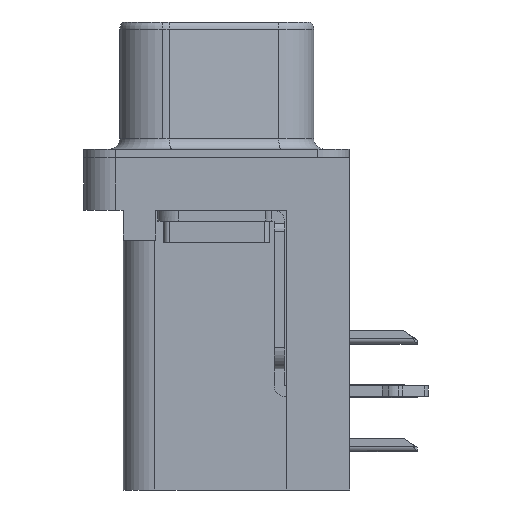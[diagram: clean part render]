
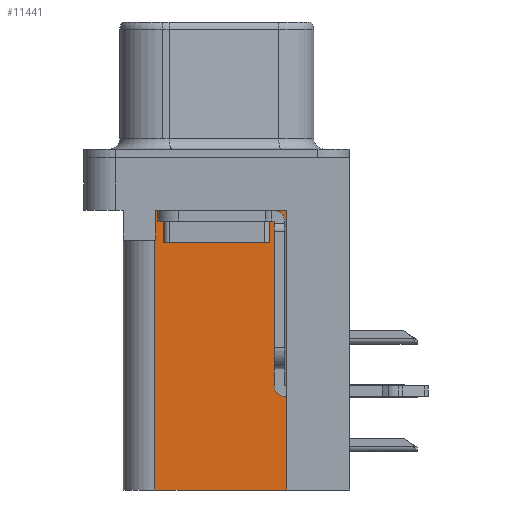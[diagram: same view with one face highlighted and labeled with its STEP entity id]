
A CAD part, left-side view. The second image highlights one B-rep face of the part: STEP entity #11441.
In plain terms, the highlighted planar face has unit normal (-1, 0, 0).
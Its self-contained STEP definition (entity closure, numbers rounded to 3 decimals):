
#167 = LINE ( 'NONE', #18641, #18825 ) ;
#350 = ORIENTED_EDGE ( 'NONE', *, *, #21706, .F. ) ;
#1298 = LINE ( 'NONE', #21898, #16133 ) ;
#1572 = ORIENTED_EDGE ( 'NONE', *, *, #14271, .T. ) ;
#2754 = ORIENTED_EDGE ( 'NONE', *, *, #7928, .T. ) ;
#4167 = CARTESIAN_POINT ( 'NONE',  ( 3.765, 2.895, -3.9 ) ) ;
#5316 = VERTEX_POINT ( 'NONE', #8160 ) ;
#5418 = DIRECTION ( 'NONE',  ( 0., 0., -1. ) ) ;
#5538 = DIRECTION ( 'NONE',  ( 0., 1., 0. ) ) ;
#5651 = EDGE_CURVE ( 'NONE', #22303, #6570, #15218, .T. ) ;
#6570 = VERTEX_POINT ( 'NONE', #23002 ) ;
#7007 = DIRECTION ( 'NONE',  ( 0., 0., -1. ) ) ;
#7041 = CARTESIAN_POINT ( 'NONE',  ( 3.765, 2.895, -2.5 ) ) ;
#7116 = EDGE_LOOP ( 'NONE', ( #2754, #13892, #1572, #18519, #350, #13873 ) ) ;
#7232 = VERTEX_POINT ( 'NONE', #4167 ) ;
#7525 = EDGE_CURVE ( 'NONE', #13853, #5316, #1298, .T. ) ;
#7928 = EDGE_CURVE ( 'NONE', #6570, #19272, #18488, .T. ) ;
#8105 = DIRECTION ( 'NONE',  ( 0., 1., 0. ) ) ;
#8160 = CARTESIAN_POINT ( 'NONE',  ( 3.765, 2.925, -3.9 ) ) ;
#9549 = AXIS2_PLACEMENT_3D ( 'NONE', #22251, #16666, #5418 ) ;
#10666 = DIRECTION ( 'NONE',  ( 0., 0., 1. ) ) ;
#10985 = CARTESIAN_POINT ( 'NONE',  ( 3.765, 2.925, -15.7 ) ) ;
#11441 = ADVANCED_FACE ( 'NONE', ( #22733 ), #20330, .F. ) ;
#12675 = CARTESIAN_POINT ( 'NONE',  ( 3.765, 0., -3.9 ) ) ;
#12784 = EDGE_CURVE ( 'NONE', #19272, #7232, #15012, .T. ) ;
#13853 = VERTEX_POINT ( 'NONE', #10985 ) ;
#13873 = ORIENTED_EDGE ( 'NONE', *, *, #5651, .T. ) ;
#13892 = ORIENTED_EDGE ( 'NONE', *, *, #12784, .T. ) ;
#14182 = LINE ( 'NONE', #12675, #23607 ) ;
#14271 = EDGE_CURVE ( 'NONE', #7232, #5316, #14182, .T. ) ;
#15012 = LINE ( 'NONE', #20268, #15595 ) ;
#15218 = LINE ( 'NONE', #15242, #19623 ) ;
#15242 = CARTESIAN_POINT ( 'NONE',  ( 3.765, -3.295, -15.7 ) ) ;
#15595 = VECTOR ( 'NONE', #7007, 1000. ) ;
#16133 = VECTOR ( 'NONE', #10666, 1000. ) ;
#16451 = DIRECTION ( 'NONE',  ( 0., 1., 0. ) ) ;
#16666 = DIRECTION ( 'NONE',  ( 1., 0., 0. ) ) ;
#17313 = VECTOR ( 'NONE', #8105, 1000. ) ;
#18488 = LINE ( 'NONE', #23109, #17313 ) ;
#18519 = ORIENTED_EDGE ( 'NONE', *, *, #7525, .F. ) ;
#18641 = CARTESIAN_POINT ( 'NONE',  ( 3.765, -3.295, -15.7 ) ) ;
#18825 = VECTOR ( 'NONE', #5538, 1000. ) ;
#19272 = VERTEX_POINT ( 'NONE', #7041 ) ;
#19623 = VECTOR ( 'NONE', #21848, 1000. ) ;
#20268 = CARTESIAN_POINT ( 'NONE',  ( 3.765, 2.895, -3.9 ) ) ;
#20330 = PLANE ( 'NONE',  #9549 ) ;
#21706 = EDGE_CURVE ( 'NONE', #22303, #13853, #167, .T. ) ;
#21848 = DIRECTION ( 'NONE',  ( 0., 0., 1. ) ) ;
#21898 = CARTESIAN_POINT ( 'NONE',  ( 3.765, 2.925, -15.7 ) ) ;
#22251 = CARTESIAN_POINT ( 'NONE',  ( 3.765, -3.295, -15.7 ) ) ;
#22303 = VERTEX_POINT ( 'NONE', #23877 ) ;
#22733 = FACE_OUTER_BOUND ( 'NONE', #7116, .T. ) ;
#23002 = CARTESIAN_POINT ( 'NONE',  ( 3.765, -3.295, -2.5 ) ) ;
#23109 = CARTESIAN_POINT ( 'NONE',  ( 3.765, -3.295, -2.5 ) ) ;
#23607 = VECTOR ( 'NONE', #16451, 1000. ) ;
#23877 = CARTESIAN_POINT ( 'NONE',  ( 3.765, -3.295, -15.7 ) ) ;
